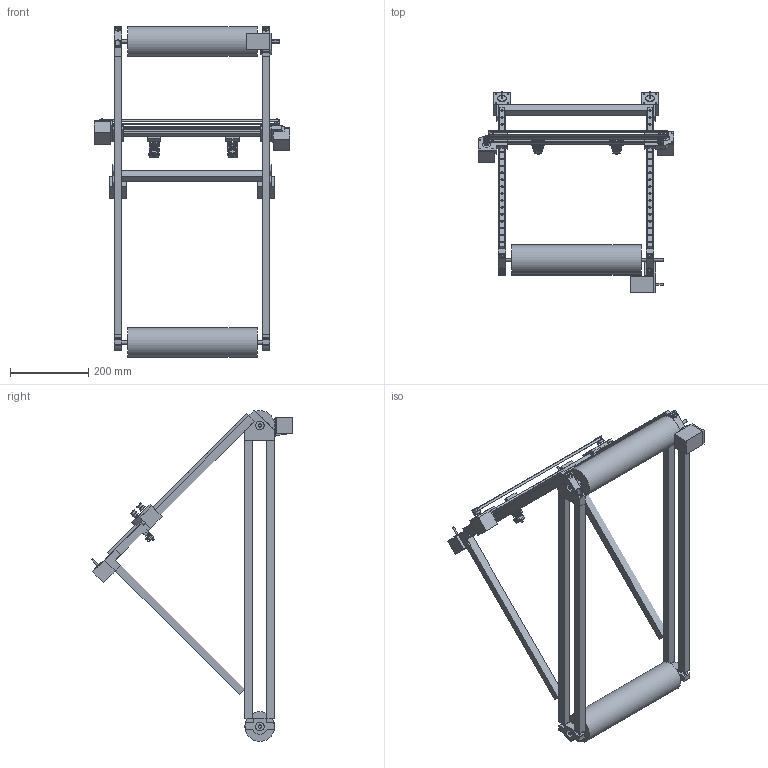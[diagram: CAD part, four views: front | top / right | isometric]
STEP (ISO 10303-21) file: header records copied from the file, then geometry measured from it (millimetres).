
FILE_DESCRIPTION(/* description */ (''),/* implementation_level */ '2;1');
FILE_NAME(/* name */ 'Monstrosity IDEX Belt Assembled.step',/* time_stamp */ '2020-09-29T22:30:47-07:00',/* author */ (''),/* organization */ (''),/* preprocessor_version */ 'ST-DEVELOPER v18.1',/* originating_system */ 'Autodesk Translation Framework v9.3.0.1241',/* authorisation */ '');
FILE_SCHEMA (('AUTOMOTIVE_DESIGN { 1 0 10303 214 3 1 1 }'));
Length unit declared in the file: millimetre
Products named in the file (2): IDEX Belt Design; mosquito_model_to_publish
Assembly tree (2 placements, depth 2):
  IDEX Belt Design
    mosquito_model_to_publish  x2
Bounding box: 499.2 x 514.68 x 844.51 mm (x, y, z)
Volume: 5819576.9 mm3; surface area: 932043 mm2
Topology: 39 solids, 87 shells, 1311 faces, 3223 edges, 2132 vertices
Faces by surface type: plane 765, cylinder 407, cone 126, torus 8, bspline 5
Full cylindrical faces by diameter (mm): 0.4 x2, 1.1 x4, 1.4 x4, 1.6 x4, 1.95 x2, 2 x8, 2.05 x8, 2.15 x2, 2.16 x8, 2.18 x2, 2.19 x2, 2.38 x8, 2.8 x12, 3 x56, 3.1 x6, 3.4 x2, 3.5 x40, 4.1 x2, 4.9 x4, 5 x15, 5.5 x8, 6 x52, 6.03 x2, 6.2 x2, 7 x2, 7.8 x10, 8 x4, 12 x1, 12.25 x4, 14 x4
Entity records: 29308 total; most frequent: CARTESIAN_POINT 5508, DIRECTION 5029, ORIENTED_EDGE 4501, EDGE_CURVE 2302, AXIS2_PLACEMENT_3D 1779, VERTEX_POINT 1531, LINE 1471, VECTOR 1471
